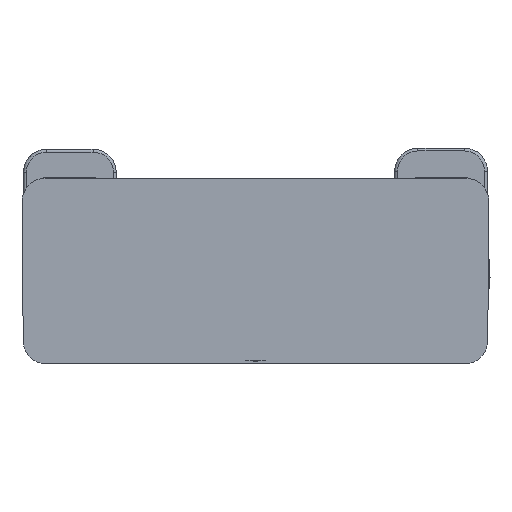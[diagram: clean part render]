
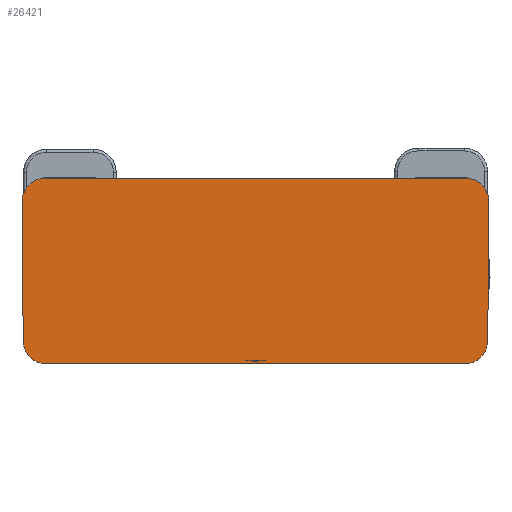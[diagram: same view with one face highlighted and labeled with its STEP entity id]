
A CAD part, front view. The second image highlights one B-rep face of the part: STEP entity #26421.
In plain terms, the highlighted planar face has unit normal (0, -1, 0).
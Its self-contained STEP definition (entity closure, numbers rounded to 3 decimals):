
#25661=CARTESIAN_POINT(' ',(36.035,0.,0.));
#25662=VERTEX_POINT(' ',#25661);
#25676=CARTESIAN_POINT(' ',(36.035,0.,0.));
#25681=DIRECTION(' ',(-1.,0.,0.));
#25686=VECTOR(' ',#25681,1.);
#25691=LINE('',#25676,#25686);
#25696=CARTESIAN_POINT(' ',(-36.035,0.,0.));
#25697=VERTEX_POINT(' ',#25696);
#25701=EDGE_CURVE(' ',#25662,#25697,#25691,.T.);
#26026=CARTESIAN_POINT(' ',(36.035,0.,4.));
#26031=DIRECTION(' ',(0.,-1.,0.));
#26036=DIRECTION(' ',(0.,0.,-1.));
#26041=AXIS2_PLACEMENT_3D(' ',#26026,#26031,#26036);
#26046=CIRCLE('',#26041,4.);
#26051=CARTESIAN_POINT(' ',(40.035,0.,3.965));
#26052=VERTEX_POINT(' ',#26051);
#26056=EDGE_CURVE(' ',#25662,#26052,#26046,.T.);
#26156=DIRECTION(' ',(0.,-1.,0.));
#26161=CARTESIAN_POINT(' ',(40.253,0.,32.));
#26166=DIRECTION(' ',(-1.,0.,0.));
#26171=AXIS2_PLACEMENT_3D(' ',#26161,#26156,#26166);
#26176=PLANE('',#26171);
#26181=CARTESIAN_POINT(' ',(-40.244,0.,27.965));
#26186=DIRECTION(' ',(0.009,0.,-1.));
#26191=VECTOR(' ',#26186,1.);
#26196=LINE('',#26181,#26191);
#26201=CARTESIAN_POINT(' ',(-40.244,0.,27.965));
#26202=VERTEX_POINT(' ',#26201);
#26206=CARTESIAN_POINT(' ',(-40.035,0.,3.965));
#26207=VERTEX_POINT(' ',#26206);
#26211=EDGE_CURVE(' ',#26202,#26207,#26196,.T.);
#26216=ORIENTED_EDGE(' ',*,*,#26211,.T.);
#26221=CARTESIAN_POINT(' ',(-36.035,0.,4.));
#26226=DIRECTION(' ',(0.,-1.,0.));
#26231=DIRECTION(' ',(-1.,0.,-0.009));
#26236=AXIS2_PLACEMENT_3D(' ',#26221,#26226,#26231);
#26241=CIRCLE('',#26236,4.);
#26246=EDGE_CURVE(' ',#26207,#25697,#26241,.T.);
#26251=ORIENTED_EDGE(' ',*,*,#26246,.T.);
#26256=ORIENTED_EDGE(' ',*,*,#25701,.F.);
#26261=ORIENTED_EDGE(' ',*,*,#26056,.T.);
#26266=CARTESIAN_POINT(' ',(40.035,0.,3.965));
#26271=DIRECTION(' ',(0.009,0.,1.));
#26276=VECTOR(' ',#26271,1.);
#26281=LINE('',#26266,#26276);
#26286=CARTESIAN_POINT(' ',(40.244,0.,27.965));
#26287=VERTEX_POINT(' ',#26286);
#26291=EDGE_CURVE(' ',#26052,#26287,#26281,.T.);
#26296=ORIENTED_EDGE(' ',*,*,#26291,.T.);
#26301=CARTESIAN_POINT(' ',(36.244,0.,28.));
#26306=DIRECTION(' ',(0.,-1.,0.));
#26311=DIRECTION(' ',(1.,0.,-0.009));
#26316=AXIS2_PLACEMENT_3D(' ',#26301,#26306,#26311);
#26321=CIRCLE('',#26316,4.);
#26326=CARTESIAN_POINT(' ',(36.244,0.,32.));
#26327=VERTEX_POINT(' ',#26326);
#26331=EDGE_CURVE(' ',#26287,#26327,#26321,.T.);
#26336=ORIENTED_EDGE(' ',*,*,#26331,.T.);
#26341=CARTESIAN_POINT(' ',(36.244,0.,32.));
#26346=DIRECTION(' ',(-1.,0.,0.));
#26351=VECTOR(' ',#26346,1.);
#26356=LINE('',#26341,#26351);
#26361=CARTESIAN_POINT(' ',(-36.244,0.,32.));
#26362=VERTEX_POINT(' ',#26361);
#26366=EDGE_CURVE(' ',#26327,#26362,#26356,.T.);
#26371=ORIENTED_EDGE(' ',*,*,#26366,.T.);
#26376=CARTESIAN_POINT(' ',(-36.244,0.,28.));
#26381=DIRECTION(' ',(0.,-1.,0.));
#26386=DIRECTION(' ',(0.,0.,1.));
#26391=AXIS2_PLACEMENT_3D(' ',#26376,#26381,#26386);
#26396=CIRCLE('',#26391,4.);
#26401=EDGE_CURVE(' ',#26362,#26202,#26396,.T.);
#26406=ORIENTED_EDGE(' ',*,*,#26401,.T.);
#26411=EDGE_LOOP(' ',(#26216,#26251,#26256,#26261,#26296,#26336,#26371,#26406));
#26416=FACE_OUTER_BOUND(' ',#26411,.T.);
#26421=ADVANCED_FACE('',(#26416),#26176,.T.);
